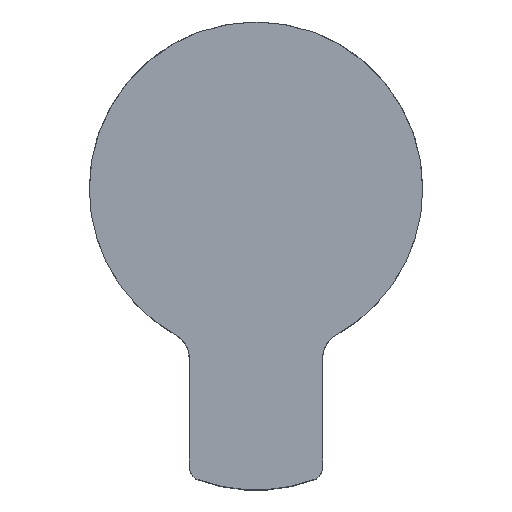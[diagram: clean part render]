
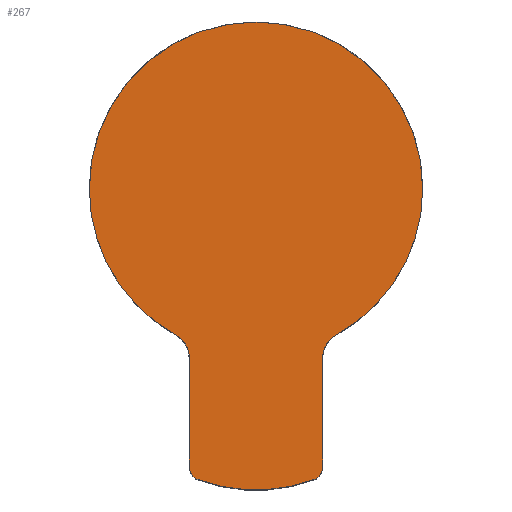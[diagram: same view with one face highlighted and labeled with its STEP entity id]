
A CAD part, top view. The second image highlights one B-rep face of the part: STEP entity #267.
In plain terms, the highlighted planar face has unit normal (0, 0, 1).
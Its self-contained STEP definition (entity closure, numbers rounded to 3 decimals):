
#79 = VERTEX_POINT('',#80);
#80 = CARTESIAN_POINT('',(-12.5,0.,0.));
#86 = EDGE_CURVE('',#79,#87,#89,.T.);
#87 = VERTEX_POINT('',#88);
#88 = CARTESIAN_POINT('',(12.5,0.,0.));
#89 = CIRCLE('',#90,12.5);
#90 = AXIS2_PLACEMENT_3D('',#91,#92,#93);
#91 = CARTESIAN_POINT('',(0.,0.,0.));
#92 = DIRECTION('',(0.,0.,-1.));
#93 = DIRECTION('',(1.,0.,0.));
#231 = EDGE_CURVE('',#87,#232,#234,.T.);
#232 = VERTEX_POINT('',#233);
#233 = CARTESIAN_POINT('',(6.034,-10.947,0.));
#234 = CIRCLE('',#235,12.5);
#235 = AXIS2_PLACEMENT_3D('',#236,#237,#238);
#236 = CARTESIAN_POINT('',(0.,0.,0.));
#237 = DIRECTION('',(0.,0.,-1.));
#238 = DIRECTION('',(1.,0.,0.));
#267 = ADVANCED_FACE('',(#268),#340,.F.);
#268 = FACE_BOUND('',#269,.T.);
#269 = EDGE_LOOP('',(#270,#281,#290,#299,#307,#314,#315,#316,#325,#334)
  );
#270 = ORIENTED_EDGE('',*,*,#271,.F.);
#271 = EDGE_CURVE('',#272,#274,#276,.T.);
#272 = VERTEX_POINT('',#273);
#273 = CARTESIAN_POINT('',(-4.348,-21.807,0.));
#274 = VERTEX_POINT('',#275);
#275 = CARTESIAN_POINT('',(-5.,-20.869,0.));
#276 = CIRCLE('',#277,1.);
#277 = AXIS2_PLACEMENT_3D('',#278,#279,#280);
#278 = CARTESIAN_POINT('',(-4.,-20.869,0.));
#279 = DIRECTION('',(0.,0.,-1.));
#280 = DIRECTION('',(1.,0.,0.));
#281 = ORIENTED_EDGE('',*,*,#282,.F.);
#282 = EDGE_CURVE('',#283,#272,#285,.T.);
#283 = VERTEX_POINT('',#284);
#284 = CARTESIAN_POINT('',(4.348,-21.807,0.));
#285 = CIRCLE('',#286,12.5);
#286 = AXIS2_PLACEMENT_3D('',#287,#288,#289);
#287 = CARTESIAN_POINT('',(0.,-10.087,0.));
#288 = DIRECTION('',(0.,0.,-1.));
#289 = DIRECTION('',(1.,0.,0.));
#290 = ORIENTED_EDGE('',*,*,#291,.F.);
#291 = EDGE_CURVE('',#292,#283,#294,.T.);
#292 = VERTEX_POINT('',#293);
#293 = CARTESIAN_POINT('',(5.,-20.869,0.));
#294 = CIRCLE('',#295,1.);
#295 = AXIS2_PLACEMENT_3D('',#296,#297,#298);
#296 = CARTESIAN_POINT('',(4.,-20.869,0.));
#297 = DIRECTION('',(0.,0.,-1.));
#298 = DIRECTION('',(1.,0.,0.));
#299 = ORIENTED_EDGE('',*,*,#300,.F.);
#300 = EDGE_CURVE('',#301,#292,#303,.T.);
#301 = VERTEX_POINT('',#302);
#302 = CARTESIAN_POINT('',(5.,-12.698,0.));
#303 = LINE('',#304,#305);
#304 = CARTESIAN_POINT('',(5.,0.,0.));
#305 = VECTOR('',#306,1.);
#306 = DIRECTION('',(-0.,-1.,-0.));
#307 = ORIENTED_EDGE('',*,*,#308,.F.);
#308 = EDGE_CURVE('',#232,#301,#309,.T.);
#309 = CIRCLE('',#310,2.);
#310 = AXIS2_PLACEMENT_3D('',#311,#312,#313);
#311 = CARTESIAN_POINT('',(7.,-12.698,0.));
#312 = DIRECTION('',(0.,-0.,1.));
#313 = DIRECTION('',(1.,0.,0.));
#314 = ORIENTED_EDGE('',*,*,#231,.F.);
#315 = ORIENTED_EDGE('',*,*,#86,.F.);
#316 = ORIENTED_EDGE('',*,*,#317,.F.);
#317 = EDGE_CURVE('',#318,#79,#320,.T.);
#318 = VERTEX_POINT('',#319);
#319 = CARTESIAN_POINT('',(-6.034,-10.947,0.));
#320 = CIRCLE('',#321,12.5);
#321 = AXIS2_PLACEMENT_3D('',#322,#323,#324);
#322 = CARTESIAN_POINT('',(0.,0.,0.));
#323 = DIRECTION('',(0.,0.,-1.));
#324 = DIRECTION('',(1.,0.,0.));
#325 = ORIENTED_EDGE('',*,*,#326,.F.);
#326 = EDGE_CURVE('',#327,#318,#329,.T.);
#327 = VERTEX_POINT('',#328);
#328 = CARTESIAN_POINT('',(-5.,-12.698,0.));
#329 = CIRCLE('',#330,2.);
#330 = AXIS2_PLACEMENT_3D('',#331,#332,#333);
#331 = CARTESIAN_POINT('',(-7.,-12.698,0.));
#332 = DIRECTION('',(0.,-0.,1.));
#333 = DIRECTION('',(1.,0.,0.));
#334 = ORIENTED_EDGE('',*,*,#335,.F.);
#335 = EDGE_CURVE('',#274,#327,#336,.T.);
#336 = LINE('',#337,#338);
#337 = CARTESIAN_POINT('',(-5.,0.,0.));
#338 = VECTOR('',#339,1.);
#339 = DIRECTION('',(0.,1.,0.));
#340 = PLANE('',#341);
#341 = AXIS2_PLACEMENT_3D('',#342,#343,#344);
#342 = CARTESIAN_POINT('',(0.,0.,0.));
#343 = DIRECTION('',(0.,0.,-1.));
#344 = DIRECTION('',(-1.,0.,-0.));
